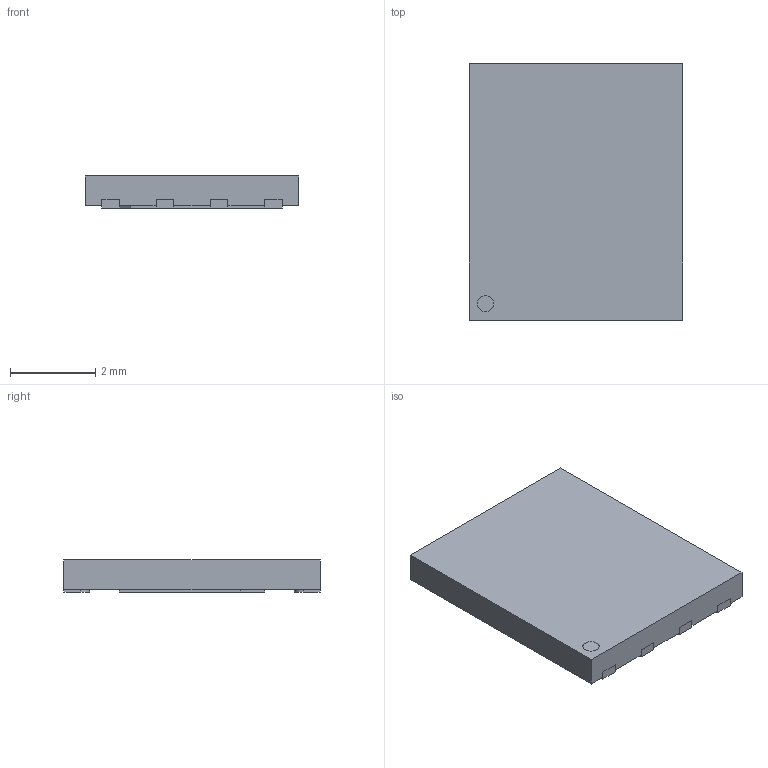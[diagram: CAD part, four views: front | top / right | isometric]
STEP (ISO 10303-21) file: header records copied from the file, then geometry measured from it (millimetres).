
FILE_DESCRIPTION(('FreeCAD Model'),'2;1');
FILE_NAME('WSON-8-1EP_5x6x1.27P_EP4.3x3.4.step','2021-05-03T23:59:45',( 'kicad StepUp'),('ksu MCAD'),'Open CASCADE STEP processor 7.3', 'FreeCAD','Unknown');
FILE_SCHEMA(('AUTOMOTIVE_DESIGN { 1 0 10303 214 1 1 1 1 }'));
Length unit declared in the file: millimetre
Products named in the file (1): WSON-8-1EP_5x6x1.27P_EP4.3x3.4
Bounding box: 5 x 6 x 0.75 mm (x, y, z)
Volume: 21.8 mm3; surface area: 115.7 mm2
Topology: 11 solids, 11 shells, 114 faces, 270 edges, 180 vertices
Faces by surface type: plane 86, cylinder 28
Entity records: 4062 total; most frequent: CARTESIAN_POINT 565, DIRECTION 556, ORIENTED_EDGE 540, EDGE_CURVE 270, LINE 214, VECTOR 214, VERTEX_POINT 180, AXIS2_PLACEMENT_3D 171
